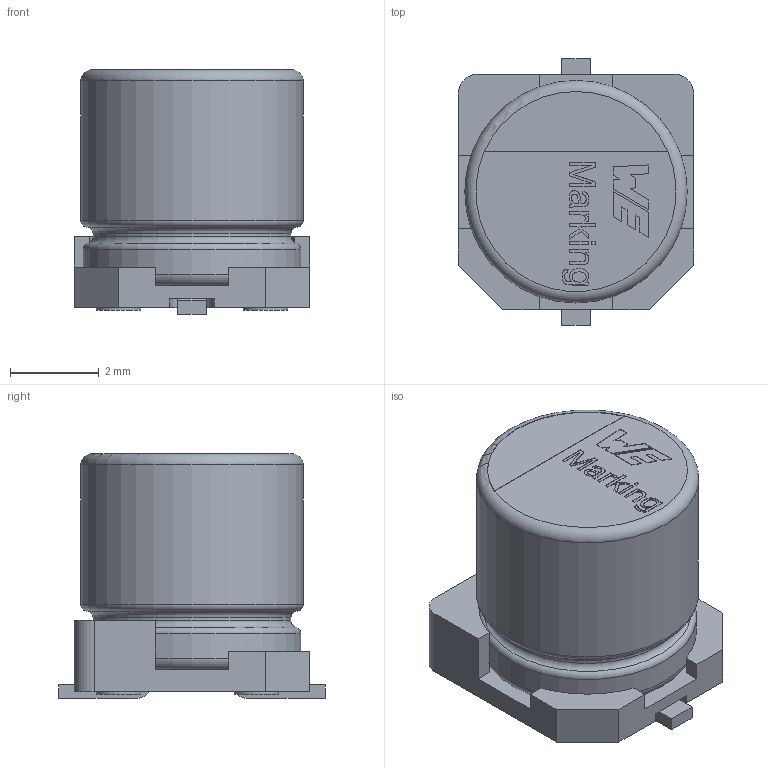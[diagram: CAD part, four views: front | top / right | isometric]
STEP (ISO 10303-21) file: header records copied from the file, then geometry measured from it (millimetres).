
FILE_DESCRIPTION( ( 'Unknown' ), '1' );
FILE_NAME( '5x5.5x1.4.stp', 'Unknown', ( 'Unknown' ), ( 'Unknown' ), 'PSStep 21.0.46', 'Unknown', ' ' );
FILE_SCHEMA( ( 'AUTOMOTIVE_DESIGN { 1 0 10303 214 1 1 1 1 }' ) );
Length unit declared in the file: millimetre
Products named in the file (3): Assem1; capicitor_5x5.5x1.4; Base_Φ5Capacitor
Assembly tree (2 placements, depth 2):
  Assem1
    capicitor_5x5.5x1.4
    Base_Φ5Capacitor
Bounding box: 5.3 x 6 x 5.5 mm (x, y, z)
Volume: 109.8 mm3; surface area: 217.6 mm2
Topology: 2 solids, 2 shells, 221 faces, 574 edges, 381 vertices
Faces by surface type: plane 153, cylinder 45, extrusion 16, torus 7
Full cylindrical faces by diameter (mm): 0.625 x1, 0.725 x1, 0.9 x2, 1 x4, 1.225 x1, 1.325 x1, 3.025 x1, 3.125 x1, 3.5 x1, 4.45 x1, 4.9 x1, 5 x1
Entity records: 9015 total; most frequent: CARTESIAN_POINT 2042, ORIENTED_EDGE 1086, DIRECTION 958, EDGE_CURVE 543, VERTEX_POINT 374, VECTOR 328, AXIS2_PLACEMENT_3D 315, LINE 312
